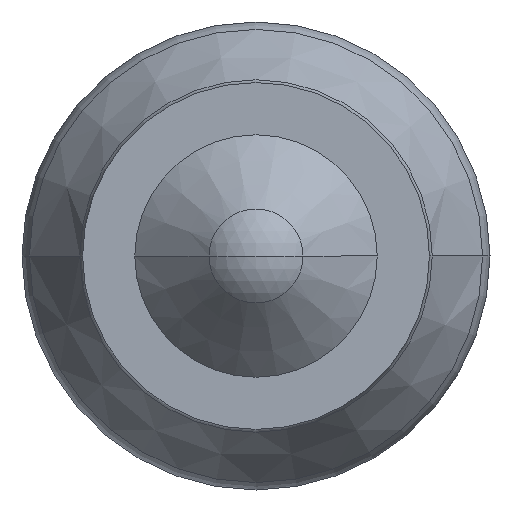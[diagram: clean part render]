
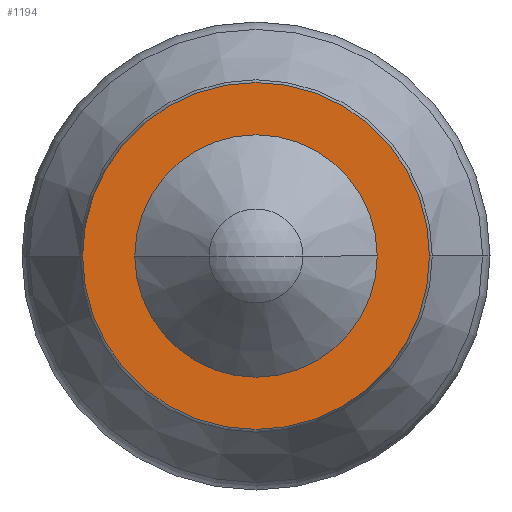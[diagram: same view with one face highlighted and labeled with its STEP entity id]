
A CAD part, left-side view. The second image highlights one B-rep face of the part: STEP entity #1194.
In plain terms, the highlighted planar face has unit normal (-1, 0, 0).
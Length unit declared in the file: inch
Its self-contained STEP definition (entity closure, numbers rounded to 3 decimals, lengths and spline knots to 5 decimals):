
#14 = EDGE_LOOP ( 'NONE', ( #897, #896 ) ) ;
#75 = EDGE_LOOP ( 'NONE', ( #899, #898 ) ) ;
#80 = VERTEX_POINT ( 'NONE', #749 ) ;
#91 = FACE_OUTER_BOUND ( 'NONE', #14, .T. ) ;
#97 = FACE_BOUND ( 'NONE', #75, .T. ) ;
#175 = EDGE_CURVE ( 'NONE', #80, #567, #550, .T. ) ;
#176 = EDGE_CURVE ( 'NONE', #563, #509, #552, .T. ) ;
#241 = EDGE_CURVE ( 'NONE', #509, #563, #591, .T. ) ;
#242 = AXIS2_PLACEMENT_3D ( 'NONE', #1061, #913, #970 ) ;
#272 = AXIS2_PLACEMENT_3D ( 'NONE', #443, #505, #463 ) ;
#280 = EDGE_CURVE ( 'NONE', #567, #80, #608, .T. ) ;
#292 = AXIS2_PLACEMENT_3D ( 'NONE', #978, #1076, #1016 ) ;
#320 = AXIS2_PLACEMENT_3D ( 'NONE', #809, #808, #806 ) ;
#330 = AXIS2_PLACEMENT_3D ( 'NONE', #816, #811, #750 ) ;
#443 = CARTESIAN_POINT ( 'NONE',  ( 0., 0.0083, 0. ) ) ;
#448 = PLANE ( 'NONE',  #272 ) ;
#463 = DIRECTION ( 'NONE',  ( 0., -1., 0. ) ) ;
#505 = DIRECTION ( 'NONE',  ( -1., 0., 0. ) ) ;
#509 = VERTEX_POINT ( 'NONE', #929 ) ;
#550 = CIRCLE ( 'NONE', #330, 0.0083 ) ;
#552 = CIRCLE ( 'NONE', #320, 0.0058 ) ;
#563 = VERTEX_POINT ( 'NONE', #1038 ) ;
#567 = VERTEX_POINT ( 'NONE', #1039 ) ;
#591 = CIRCLE ( 'NONE', #242, 0.0058 ) ;
#608 = CIRCLE ( 'NONE', #292, 0.0083 ) ;
#749 = CARTESIAN_POINT ( 'NONE',  ( 0., -0.0083, 0. ) ) ;
#750 = DIRECTION ( 'NONE',  ( 0., 1., 0. ) ) ;
#806 = DIRECTION ( 'NONE',  ( 0., 1., 0. ) ) ;
#808 = DIRECTION ( 'NONE',  ( 1., 0., 0. ) ) ;
#809 = CARTESIAN_POINT ( 'NONE',  ( 0., 0., 0. ) ) ;
#811 = DIRECTION ( 'NONE',  ( 1., 0., 0. ) ) ;
#816 = CARTESIAN_POINT ( 'NONE',  ( 0., 0., 0. ) ) ;
#896 = ORIENTED_EDGE ( 'NONE', *, *, #175, .F. ) ;
#897 = ORIENTED_EDGE ( 'NONE', *, *, #280, .F. ) ;
#898 = ORIENTED_EDGE ( 'NONE', *, *, #176, .T. ) ;
#899 = ORIENTED_EDGE ( 'NONE', *, *, #241, .T. ) ;
#913 = DIRECTION ( 'NONE',  ( 1., 0., 0. ) ) ;
#929 = CARTESIAN_POINT ( 'NONE',  ( 0., 0.0058, 0. ) ) ;
#970 = DIRECTION ( 'NONE',  ( 0., 1., 0. ) ) ;
#978 = CARTESIAN_POINT ( 'NONE',  ( 0., 0., 0. ) ) ;
#1016 = DIRECTION ( 'NONE',  ( 0., 1., 0. ) ) ;
#1038 = CARTESIAN_POINT ( 'NONE',  ( 0., -0.0058, 0. ) ) ;
#1039 = CARTESIAN_POINT ( 'NONE',  ( 0., 0.0083, 0. ) ) ;
#1061 = CARTESIAN_POINT ( 'NONE',  ( 0., 0., 0. ) ) ;
#1076 = DIRECTION ( 'NONE',  ( 1., 0., 0. ) ) ;
#1194 = ADVANCED_FACE ( 'NONE', ( #97, #91 ), #448, .T. ) ;
